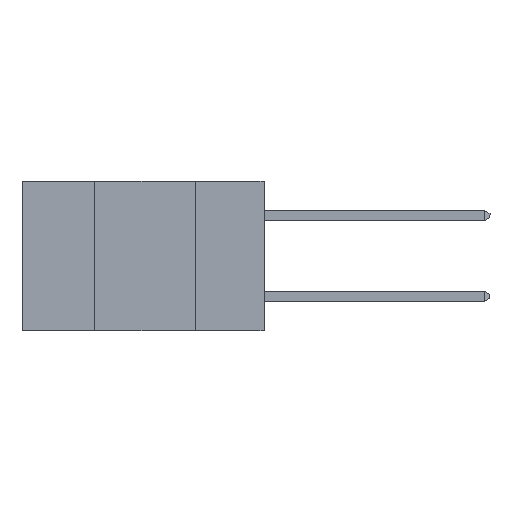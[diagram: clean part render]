
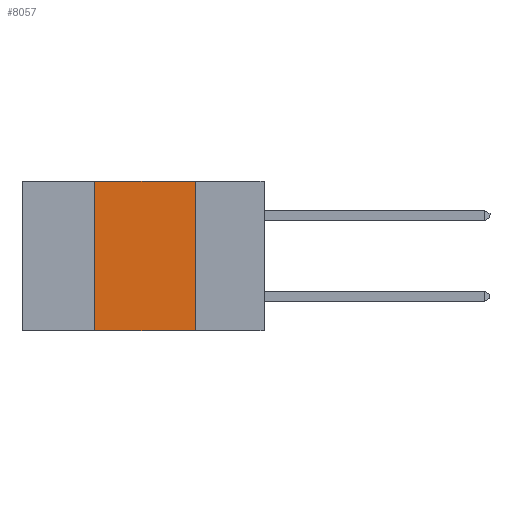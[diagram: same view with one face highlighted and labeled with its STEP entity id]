
A CAD part, left-side view. The second image highlights one B-rep face of the part: STEP entity #8057.
In plain terms, the highlighted planar face has unit normal (-1, 0, 0).
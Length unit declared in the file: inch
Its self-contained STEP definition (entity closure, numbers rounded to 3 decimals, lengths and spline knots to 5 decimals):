
#9 = VECTOR ( 'NONE', #7833, 39.37008 ) ;
#40 = AXIS2_PLACEMENT_3D ( 'NONE', #9003, #5686, #1034 ) ;
#853 = EDGE_CURVE ( 'NONE', #5284, #5594, #7154, .T. ) ;
#925 = DIRECTION ( 'NONE',  ( 0., -1., 0. ) ) ;
#1034 = DIRECTION ( 'NONE',  ( 0., 0., -1. ) ) ;
#1091 = EDGE_LOOP ( 'NONE', ( #5698, #4345, #8430, #8808 ) ) ;
#1109 = LINE ( 'NONE', #3028, #5280 ) ;
#1457 = VERTEX_POINT ( 'NONE', #7479 ) ;
#2124 = LINE ( 'NONE', #8079, #9 ) ;
#2178 = DIRECTION ( 'NONE',  ( 0., -1., 0. ) ) ;
#2422 = EDGE_CURVE ( 'NONE', #5284, #6427, #1109, .T. ) ;
#3016 = DIRECTION ( 'NONE',  ( 0., 0., 1. ) ) ;
#3028 = CARTESIAN_POINT ( 'NONE',  ( 0., 0.42, 0. ) ) ;
#3247 = VECTOR ( 'NONE', #925, 39.37008 ) ;
#3253 = CARTESIAN_POINT ( 'NONE',  ( 0., 0.17, -0.37 ) ) ;
#4345 = ORIENTED_EDGE ( 'NONE', *, *, #7858, .F. ) ;
#4931 = PLANE ( 'NONE',  #40 ) ;
#5280 = VECTOR ( 'NONE', #3016, 39.37008 ) ;
#5284 = VERTEX_POINT ( 'NONE', #9183 ) ;
#5555 = EDGE_CURVE ( 'NONE', #1457, #5594, #2124, .T. ) ;
#5594 = VERTEX_POINT ( 'NONE', #3253 ) ;
#5686 = DIRECTION ( 'NONE',  ( 1., 0., 0. ) ) ;
#5698 = ORIENTED_EDGE ( 'NONE', *, *, #5555, .F. ) ;
#6273 = VECTOR ( 'NONE', #2178, 39.37008 ) ;
#6427 = VERTEX_POINT ( 'NONE', #8172 ) ;
#7154 = LINE ( 'NONE', #8306, #3247 ) ;
#7401 = CARTESIAN_POINT ( 'NONE',  ( 0., 0.6, 0. ) ) ;
#7479 = CARTESIAN_POINT ( 'NONE',  ( 0., 0.17, 0. ) ) ;
#7833 = DIRECTION ( 'NONE',  ( 0., 0., -1. ) ) ;
#7858 = EDGE_CURVE ( 'NONE', #6427, #1457, #8066, .T. ) ;
#8057 = ADVANCED_FACE ( 'NONE', ( #9469 ), #4931, .F. ) ;
#8066 = LINE ( 'NONE', #7401, #6273 ) ;
#8079 = CARTESIAN_POINT ( 'NONE',  ( 0., 0.17, 0. ) ) ;
#8172 = CARTESIAN_POINT ( 'NONE',  ( 0., 0.42, 0. ) ) ;
#8306 = CARTESIAN_POINT ( 'NONE',  ( 0., 0.6, -0.37 ) ) ;
#8430 = ORIENTED_EDGE ( 'NONE', *, *, #2422, .F. ) ;
#8808 = ORIENTED_EDGE ( 'NONE', *, *, #853, .T. ) ;
#9003 = CARTESIAN_POINT ( 'NONE',  ( 0., 0.6, 0. ) ) ;
#9183 = CARTESIAN_POINT ( 'NONE',  ( 0., 0.42, -0.37 ) ) ;
#9469 = FACE_OUTER_BOUND ( 'NONE', #1091, .T. ) ;
